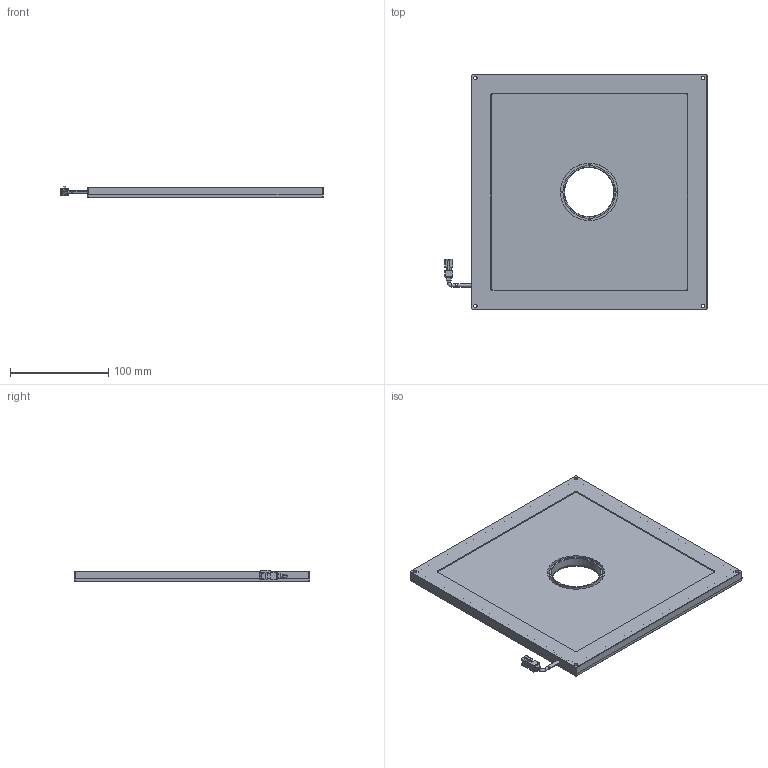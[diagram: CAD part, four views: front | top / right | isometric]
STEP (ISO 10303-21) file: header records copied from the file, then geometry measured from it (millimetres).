
FILE_DESCRIPTION (( 'STEP AP214' ), '1' );
FILE_NAME ('660603-G.STEP', '2019-03-22T05:52:28', ( '' ), ( '' ), 'SwSTEP 2.0', 'SolidWorks 2016', '' );
FILE_SCHEMA (( 'AUTOMOTIVE_DESIGN' ));
Length unit declared in the file: millimetre
Products named in the file (1): 660603-G
Bounding box: 267 x 240 x 12 mm (x, y, z)
Volume: 551144.7 mm3; surface area: 274580.1 mm2
Topology: 6 solids, 6 shells, 509 faces, 1291 edges, 818 vertices
Faces by surface type: plane 192, cylinder 170, cone 86, bspline 61
Entity records: 20355 total; most frequent: CARTESIAN_POINT 3618, ORIENTED_EDGE 2518, DIRECTION 2463, EDGE_CURVE 1259, AXIS2_PLACEMENT_3D 873, VERTEX_POINT 818, LINE 717, VECTOR 717
